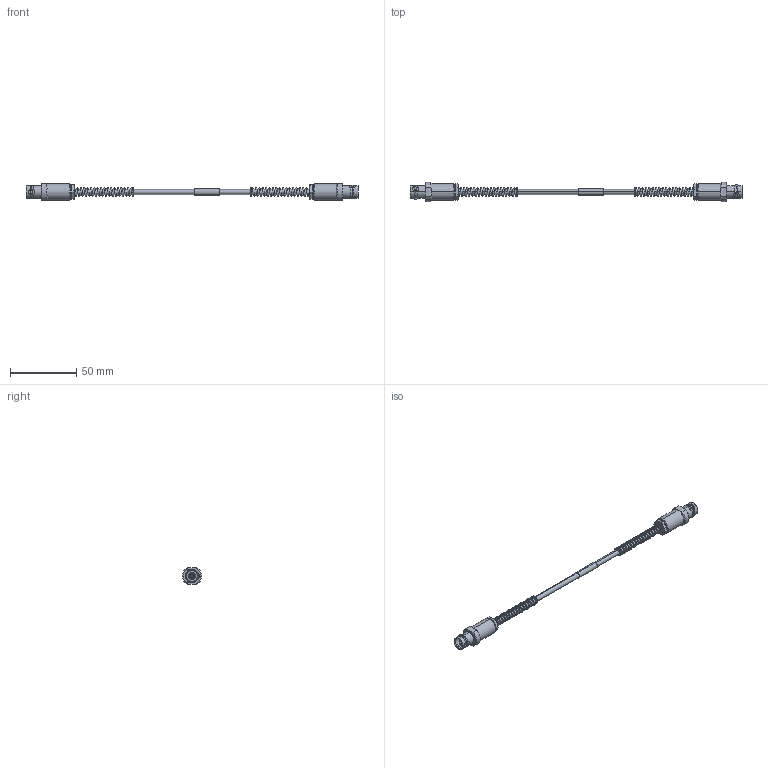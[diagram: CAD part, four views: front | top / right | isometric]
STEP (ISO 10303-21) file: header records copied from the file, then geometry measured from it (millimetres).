
FILE_DESCRIPTION (( 'STEP AP214' ), '1' );
FILE_NAME ('FM3MP2543_3D.step', '2023-08-16T19:30:03', ( '' ), ( '' ), 'SwSTEP 2.0', 'SolidWorks 2022', '' );
FILE_SCHEMA (( 'AUTOMOTIVE_DESIGN' ));
Length unit declared in the file: inch
Products named in the file (7): 1AW01-003_.182 ID x .75" long; 10-06030-XXX-MA2_With Strain Relief; FM3MP2543_3D; 10-06575-XXX-MA3; 30-02003_7"; 10-06575-XXX-MA1; 10-06570-XXX
Assembly tree (7 placements, depth 3):
  FM3MP2543_3D
    30-02003_7"
    10-06570-XXX  x2
      10-06575-XXX-MA1
      10-06575-XXX-MA3
      10-06030-XXX-MA2_With Strain Relief
    1AW01-003_.182 ID x .75" long
Bounding box: 250.7 x 14.45 x 12.7 mm (x, y, z)
Volume: 8821.2 mm3; surface area: 10346.3 mm2
Topology: 8 solids, 8 shells, 286 faces, 666 edges, 420 vertices
Faces by surface type: cylinder 96, cone 84, plane 82, torus 20, bspline 4
Entity records: 10972 total; most frequent: CARTESIAN_POINT 7179, DIRECTION 726, ORIENTED_EDGE 680, EDGE_CURVE 340, AXIS2_PLACEMENT_3D 309, VERTEX_POINT 216, EDGE_LOOP 168, CIRCLE 152
